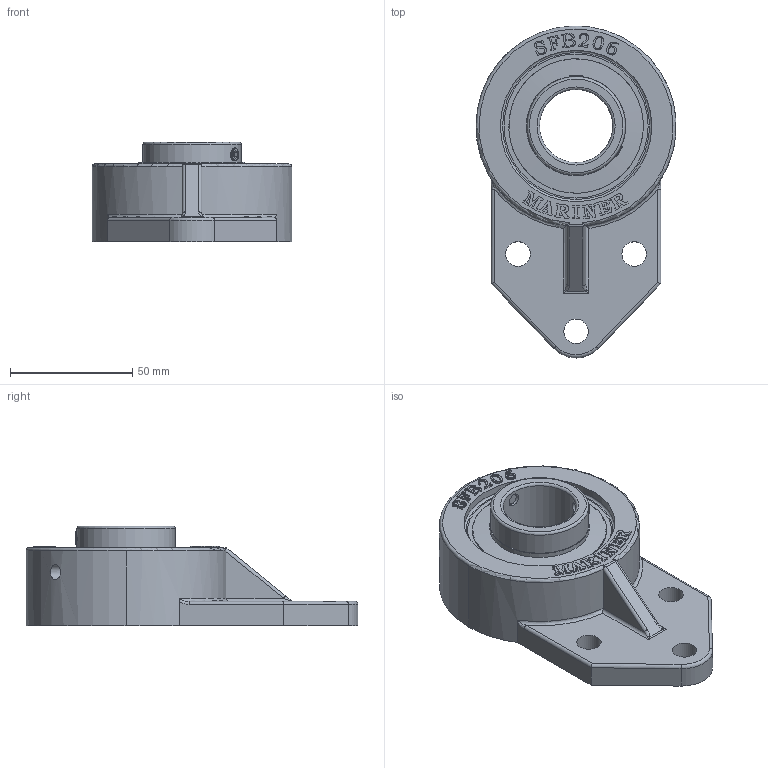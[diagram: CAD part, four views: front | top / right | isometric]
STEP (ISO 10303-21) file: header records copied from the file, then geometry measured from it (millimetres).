
FILE_DESCRIPTION(('HOOPS Exchange Step'),'2;1');
FILE_NAME('export-F4C555F6-281D-43BA-837F-F828FD579B6A.stp','2020-01-03T09:14:07-08:00',('ibuslach'),('Alibre'),'HOOPS Exchange 2019.2','Alibre','Unknown authorisation');
FILE_SCHEMA( ('AP242_MANAGED_MODEL_BASED_3D_ENGINEERING_MIM_LF {1 0 10303 442 1 1 4 }') );
Length unit declared in the file: centimetre
Products named in the file (6): SUC 206 RACES; SUC 206 SHIELD; SUC 206 SS; MRN SUC 206; MRN SFB 206; MRN SUCFB 206
Assembly tree (7 placements, depth 3):
  MRN SUCFB 206
    MRN SUC 206
      SUC 206 RACES
      SUC 206 SHIELD  x2
      SUC 206 SS  x2
    MRN SFB 206
Bounding box: 81.94 x 135.98 x 40.8 mm (x, y, z)
Volume: 133852.8 mm3; surface area: 51187.2 mm2
Topology: 7 solids, 7 shells, 644 faces, 1826 edges, 1209 vertices
Faces by surface type: extrusion 280, plane 258, cylinder 60, torus 18, bspline 14, sphere 8, cone 6
Full cylindrical faces by diameter (mm): 2.005 x2, 5.359 x12, 6 x1, 10 x3, 30 x1, 40.259 x1, 40.284 x2, 40.792 x2, 55.093 x1, 55.118 x2, 62.017 x1, 66.017 x1
Entity records: 27159 total; most frequent: CARTESIAN_POINT 12041, ORIENTED_EDGE 3500, DIRECTION 2224, EDGE_CURVE 1750, VECTOR 1242, VERTEX_POINT 1163, LINE 962, B_SPLINE_CURVE_WITH_KNOTS 922
